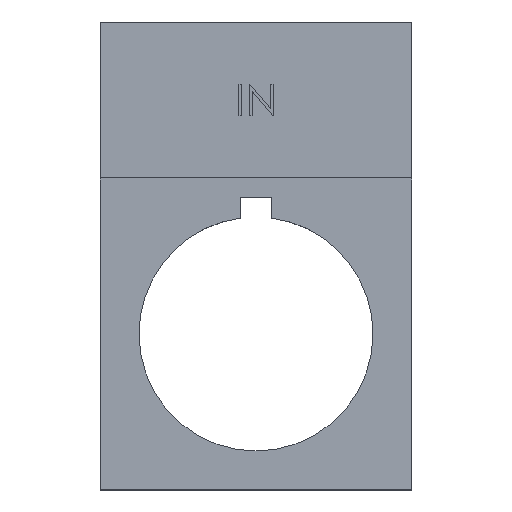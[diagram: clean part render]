
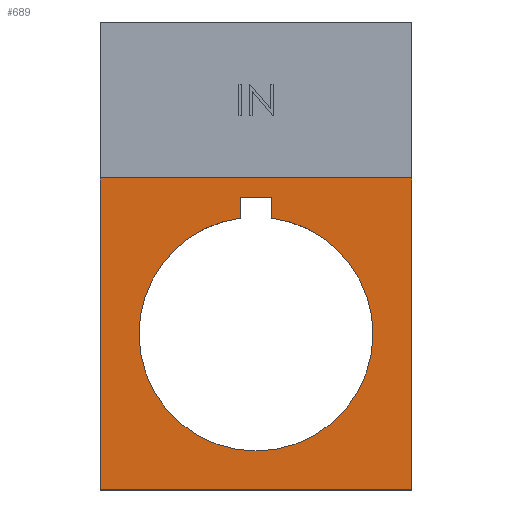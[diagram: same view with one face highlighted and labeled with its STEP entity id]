
A CAD part, top view. The second image highlights one B-rep face of the part: STEP entity #689.
In plain terms, the highlighted planar face has unit normal (0, 0, 1).
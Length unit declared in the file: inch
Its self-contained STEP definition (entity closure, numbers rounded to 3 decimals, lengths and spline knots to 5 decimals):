
#4 = EDGE_LOOP ( 'NONE', ( #924, #913, #557, #45 ) ) ;
#31 = DIRECTION ( 'NONE',  ( 0., 0., -1. ) ) ;
#45 = ORIENTED_EDGE ( 'NONE', *, *, #494, .F. ) ;
#63 = VECTOR ( 'NONE', #245, 39.37008 ) ;
#97 = DIRECTION ( 'NONE',  ( 1., 0., 0. ) ) ;
#102 = VECTOR ( 'NONE', #643, 39.37008 ) ;
#113 = ORIENTED_EDGE ( 'NONE', *, *, #222, .T. ) ;
#128 = VERTEX_POINT ( 'NONE', #527 ) ;
#130 = VERTEX_POINT ( 'NONE', #1001 ) ;
#150 = EDGE_CURVE ( 'NONE', #1027, #568, #266, .T. ) ;
#155 = DIRECTION ( 'NONE',  ( 0., -1., 0. ) ) ;
#158 = EDGE_CURVE ( 'NONE', #568, #234, #567, .T. ) ;
#168 = VERTEX_POINT ( 'NONE', #923 ) ;
#211 = CARTESIAN_POINT ( 'NONE',  ( 0.59055, 0.59055, 0.01969 ) ) ;
#220 = CARTESIAN_POINT ( 'NONE',  ( -0.05906, 0.5177, 0.01969 ) ) ;
#222 = EDGE_CURVE ( 'NONE', #844, #1164, #1072, .T. ) ;
#234 = VERTEX_POINT ( 'NONE', #1016 ) ;
#245 = DIRECTION ( 'NONE',  ( -1., 0., 0. ) ) ;
#252 = VERTEX_POINT ( 'NONE', #1020 ) ;
#264 = EDGE_CURVE ( 'NONE', #499, #168, #678, .T. ) ;
#266 = LINE ( 'NONE', #906, #313 ) ;
#276 = AXIS2_PLACEMENT_3D ( 'NONE', #830, #1034, #97 ) ;
#289 = DIRECTION ( 'NONE',  ( 0., 1., 0. ) ) ;
#313 = VECTOR ( 'NONE', #626, 39.37008 ) ;
#332 = AXIS2_PLACEMENT_3D ( 'NONE', #840, #1207, #827 ) ;
#335 = FACE_BOUND ( 'NONE', #920, .T. ) ;
#372 = CARTESIAN_POINT ( 'NONE',  ( 0.05906, 0.43896, 0.01969 ) ) ;
#385 = B_SPLINE_CURVE_WITH_KNOTS ( 'NONE', 3,
 ( #1184, #610, #533, #624 ),
 .UNSPECIFIED., .F., .F.,
 ( 4, 4 ),
 ( 0., 1. ),
 .UNSPECIFIED. ) ;
#387 = AXIS2_PLACEMENT_3D ( 'NONE', #495, #31, #1179 ) ;
#391 = ORIENTED_EDGE ( 'NONE', *, *, #1039, .T. ) ;
#403 = LINE ( 'NONE', #1158, #843 ) ;
#408 = CIRCLE ( 'NONE', #1222, 0.44291 ) ;
#410 = EDGE_CURVE ( 'NONE', #1164, #499, #692, .T. ) ;
#416 = CARTESIAN_POINT ( 'NONE',  ( 0.59055, -0.59055, 0.01969 ) ) ;
#426 = EDGE_CURVE ( 'NONE', #168, #128, #408, .T. ) ;
#432 = ORIENTED_EDGE ( 'NONE', *, *, #426, .T. ) ;
#494 = EDGE_CURVE ( 'NONE', #234, #252, #403, .T. ) ;
#495 = CARTESIAN_POINT ( 'NONE',  ( 0., 0., 0.01969 ) ) ;
#499 = VERTEX_POINT ( 'NONE', #963 ) ;
#527 = CARTESIAN_POINT ( 'NONE',  ( -0.05906, 0.43896, 0.01969 ) ) ;
#533 = CARTESIAN_POINT ( 'NONE',  ( -0.19685, 0.59055, 0.01969 ) ) ;
#557 = ORIENTED_EDGE ( 'NONE', *, *, #625, .T. ) ;
#567 = LINE ( 'NONE', #614, #63 ) ;
#568 = VERTEX_POINT ( 'NONE', #416 ) ;
#569 = DIRECTION ( 'NONE',  ( 0., 0., -1. ) ) ;
#573 = LINE ( 'NONE', #1219, #102 ) ;
#610 = CARTESIAN_POINT ( 'NONE',  ( 0.19685, 0.59055, 0.01969 ) ) ;
#614 = CARTESIAN_POINT ( 'NONE',  ( -0.59055, -0.59055, 0.01969 ) ) ;
#624 = CARTESIAN_POINT ( 'NONE',  ( -0.59055, 0.59055, 0.01969 ) ) ;
#625 = EDGE_CURVE ( 'NONE', #1027, #252, #385, .T. ) ;
#626 = DIRECTION ( 'NONE',  ( 0., -1., 0. ) ) ;
#643 = DIRECTION ( 'NONE',  ( 1., 0., 0. ) ) ;
#659 = DIRECTION ( 'NONE',  ( 1., 0., 0. ) ) ;
#673 = ORIENTED_EDGE ( 'NONE', *, *, #264, .T. ) ;
#675 = ORIENTED_EDGE ( 'NONE', *, *, #410, .T. ) ;
#678 = CIRCLE ( 'NONE', #387, 0.44291 ) ;
#689 = ADVANCED_FACE ( 'NONE', ( #335, #705 ), #833, .T. ) ;
#692 = CIRCLE ( 'NONE', #276, 0.44291 ) ;
#705 = FACE_OUTER_BOUND ( 'NONE', #4, .T. ) ;
#730 = EDGE_CURVE ( 'NONE', #130, #844, #573, .T. ) ;
#790 = VECTOR ( 'NONE', #891, 39.37008 ) ;
#827 = DIRECTION ( 'NONE',  ( 1., 0., 0. ) ) ;
#830 = CARTESIAN_POINT ( 'NONE',  ( 0., 0., 0.01969 ) ) ;
#833 = PLANE ( 'NONE',  #332 ) ;
#840 = CARTESIAN_POINT ( 'NONE',  ( 0., 0.29528, 0.01969 ) ) ;
#843 = VECTOR ( 'NONE', #289, 39.37008 ) ;
#844 = VERTEX_POINT ( 'NONE', #1079 ) ;
#855 = VECTOR ( 'NONE', #155, 39.37008 ) ;
#889 = ORIENTED_EDGE ( 'NONE', *, *, #730, .T. ) ;
#891 = DIRECTION ( 'NONE',  ( 0., 1., 0. ) ) ;
#906 = CARTESIAN_POINT ( 'NONE',  ( 0.59055, -0.59055, 0.01969 ) ) ;
#913 = ORIENTED_EDGE ( 'NONE', *, *, #150, .F. ) ;
#920 = EDGE_LOOP ( 'NONE', ( #889, #113, #675, #673, #432, #391 ) ) ;
#923 = CARTESIAN_POINT ( 'NONE',  ( -0.44291, 0., 0.01969 ) ) ;
#924 = ORIENTED_EDGE ( 'NONE', *, *, #158, .F. ) ;
#960 = CARTESIAN_POINT ( 'NONE',  ( 0., 0., 0.01969 ) ) ;
#963 = CARTESIAN_POINT ( 'NONE',  ( 0.44291, 0., 0.01969 ) ) ;
#1001 = CARTESIAN_POINT ( 'NONE',  ( -0.05906, 0.5177, 0.01969 ) ) ;
#1016 = CARTESIAN_POINT ( 'NONE',  ( -0.59055, -0.59055, 0.01969 ) ) ;
#1020 = CARTESIAN_POINT ( 'NONE',  ( -0.59055, 0.59055, 0.01969 ) ) ;
#1023 = CARTESIAN_POINT ( 'NONE',  ( 0.05906, 0.43896, 0.01969 ) ) ;
#1027 = VERTEX_POINT ( 'NONE', #211 ) ;
#1034 = DIRECTION ( 'NONE',  ( 0., 0., -1. ) ) ;
#1039 = EDGE_CURVE ( 'NONE', #128, #130, #1181, .T. ) ;
#1072 = LINE ( 'NONE', #1023, #855 ) ;
#1079 = CARTESIAN_POINT ( 'NONE',  ( 0.05906, 0.5177, 0.01969 ) ) ;
#1158 = CARTESIAN_POINT ( 'NONE',  ( -0.59055, 1.1811, 0.01969 ) ) ;
#1164 = VERTEX_POINT ( 'NONE', #372 ) ;
#1179 = DIRECTION ( 'NONE',  ( 1., 0., 0. ) ) ;
#1181 = LINE ( 'NONE', #220, #790 ) ;
#1184 = CARTESIAN_POINT ( 'NONE',  ( 0.59055, 0.59055, 0.01969 ) ) ;
#1207 = DIRECTION ( 'NONE',  ( 0., 0., 1. ) ) ;
#1219 = CARTESIAN_POINT ( 'NONE',  ( 0.05906, 0.5177, 0.01969 ) ) ;
#1222 = AXIS2_PLACEMENT_3D ( 'NONE', #960, #569, #659 ) ;
